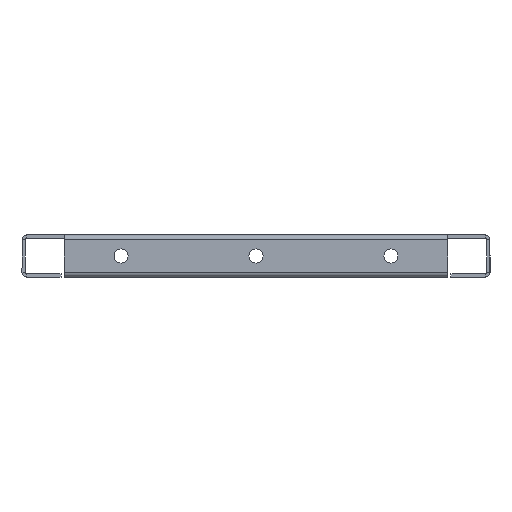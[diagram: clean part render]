
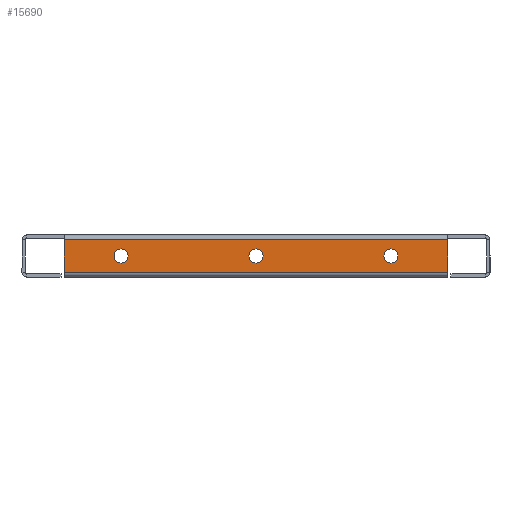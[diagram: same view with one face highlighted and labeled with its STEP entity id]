
A CAD part, left-side view. The second image highlights one B-rep face of the part: STEP entity #15690.
In plain terms, the highlighted planar face has unit normal (-1, 0, 0).
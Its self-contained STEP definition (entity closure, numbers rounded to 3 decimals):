
#515 = EDGE_LOOP ( 'NONE', ( #19727, #41647 ) ) ;
#1237 = EDGE_CURVE ( 'NONE', #23260, #10841, #39817, .T. ) ;
#1279 = EDGE_LOOP ( 'NONE', ( #36304, #7830, #23150, #10627 ) ) ;
#1876 = CARTESIAN_POINT ( 'NONE',  ( -250., 270., 0. ) ) ;
#3421 = CARTESIAN_POINT ( 'NONE',  ( -250., 60.5, -13.5 ) ) ;
#3579 = PLANE ( 'NONE',  #29050 ) ;
#4135 = EDGE_LOOP ( 'NONE', ( #27319, #8751 ) ) ;
#4447 = DIRECTION ( 'NONE',  ( -1., 0., 0. ) ) ;
#5392 = CARTESIAN_POINT ( 'NONE',  ( -250., 270., -24. ) ) ;
#5960 = CARTESIAN_POINT ( 'NONE',  ( -250., 233.5, -13.5 ) ) ;
#6728 = VECTOR ( 'NONE', #19547, 1000. ) ;
#6938 = CARTESIAN_POINT ( 'NONE',  ( -250., 60.5, -9. ) ) ;
#7808 = DIRECTION ( 'NONE',  ( 0., -1., 0. ) ) ;
#7830 = ORIENTED_EDGE ( 'NONE', *, *, #39805, .T. ) ;
#8751 = ORIENTED_EDGE ( 'NONE', *, *, #31641, .F. ) ;
#9103 = DIRECTION ( 'NONE',  ( 0., 0., 1. ) ) ;
#9120 = DIRECTION ( 'NONE',  ( 0., 0., 1. ) ) ;
#9629 = VECTOR ( 'NONE', #33270, 1000. ) ;
#10627 = ORIENTED_EDGE ( 'NONE', *, *, #11860, .T. ) ;
#10841 = VERTEX_POINT ( 'NONE', #38899 ) ;
#10849 = AXIS2_PLACEMENT_3D ( 'NONE', #34436, #4447, #41228 ) ;
#11143 = DIRECTION ( 'NONE',  ( 0., 0., 1. ) ) ;
#11348 = ORIENTED_EDGE ( 'NONE', *, *, #12149, .F. ) ;
#11538 = AXIS2_PLACEMENT_3D ( 'NONE', #30819, #13971, #11143 ) ;
#11860 = EDGE_CURVE ( 'NONE', #21719, #23011, #18510, .T. ) ;
#12149 = EDGE_CURVE ( 'NONE', #10841, #23260, #24115, .T. ) ;
#12455 = DIRECTION ( 'NONE',  ( -1., 0., 0. ) ) ;
#13971 = DIRECTION ( 'NONE',  ( -1., 0., 0. ) ) ;
#14153 = CARTESIAN_POINT ( 'NONE',  ( -250., 24., -3. ) ) ;
#14700 = CARTESIAN_POINT ( 'NONE',  ( -250., 270., -24. ) ) ;
#14902 = EDGE_CURVE ( 'NONE', #28657, #41268, #19216, .T. ) ;
#15690 = ADVANCED_FACE ( 'NONE', ( #24967, #21466, #34376, #33572 ), #3579, .F. ) ;
#16374 = DIRECTION ( 'NONE',  ( 0., 0., 1. ) ) ;
#16602 = CARTESIAN_POINT ( 'NONE',  ( -250., 147., -13.5 ) ) ;
#16694 = CARTESIAN_POINT ( 'NONE',  ( -250., 24., 0. ) ) ;
#16849 = VECTOR ( 'NONE', #7808, 1000. ) ;
#16933 = DIRECTION ( 'NONE',  ( 1., 0., 0. ) ) ;
#17350 = EDGE_CURVE ( 'NONE', #37813, #17468, #26729, .T. ) ;
#17448 = AXIS2_PLACEMENT_3D ( 'NONE', #5960, #21717, #22369 ) ;
#17468 = VERTEX_POINT ( 'NONE', #36462 ) ;
#18297 = CARTESIAN_POINT ( 'NONE',  ( -250., 60.5, -13.5 ) ) ;
#18510 = LINE ( 'NONE', #1876, #27575 ) ;
#19216 = CIRCLE ( 'NONE', #11538, 4.5 ) ;
#19547 = DIRECTION ( 'NONE',  ( 0., 0., 1. ) ) ;
#19727 = ORIENTED_EDGE ( 'NONE', *, *, #17350, .F. ) ;
#21384 = LINE ( 'NONE', #5392, #16849 ) ;
#21466 = FACE_BOUND ( 'NONE', #4135, .T. ) ;
#21717 = DIRECTION ( 'NONE',  ( -1., 0., 0. ) ) ;
#21719 = VERTEX_POINT ( 'NONE', #23028 ) ;
#22369 = DIRECTION ( 'NONE',  ( 0., 0., -1. ) ) ;
#22450 = VERTEX_POINT ( 'NONE', #36442 ) ;
#23011 = VERTEX_POINT ( 'NONE', #14700 ) ;
#23028 = CARTESIAN_POINT ( 'NONE',  ( -250., 270., -3. ) ) ;
#23150 = ORIENTED_EDGE ( 'NONE', *, *, #41847, .F. ) ;
#23177 = CARTESIAN_POINT ( 'NONE',  ( -250., 24., -3. ) ) ;
#23178 = CARTESIAN_POINT ( 'NONE',  ( -250., 233.5, -18. ) ) ;
#23260 = VERTEX_POINT ( 'NONE', #23178 ) ;
#24115 = CIRCLE ( 'NONE', #10849, 4.5 ) ;
#24186 = CARTESIAN_POINT ( 'NONE',  ( -250., 147., -9. ) ) ;
#24967 = FACE_BOUND ( 'NONE', #515, .T. ) ;
#26403 = DIRECTION ( 'NONE',  ( -1., 0., 0. ) ) ;
#26681 = AXIS2_PLACEMENT_3D ( 'NONE', #16602, #12455, #16374 ) ;
#26729 = CIRCLE ( 'NONE', #37208, 4.5 ) ;
#27319 = ORIENTED_EDGE ( 'NONE', *, *, #14902, .F. ) ;
#27575 = VECTOR ( 'NONE', #38859, 1000. ) ;
#28245 = CARTESIAN_POINT ( 'NONE',  ( -250., 0., 0. ) ) ;
#28371 = DIRECTION ( 'NONE',  ( -1., 0., 0. ) ) ;
#28657 = VERTEX_POINT ( 'NONE', #24186 ) ;
#29050 = AXIS2_PLACEMENT_3D ( 'NONE', #28245, #16933, #41605 ) ;
#30594 = VERTEX_POINT ( 'NONE', #14153 ) ;
#30762 = EDGE_CURVE ( 'NONE', #23011, #22450, #21384, .T. ) ;
#30819 = CARTESIAN_POINT ( 'NONE',  ( -250., 147., -13.5 ) ) ;
#30902 = ORIENTED_EDGE ( 'NONE', *, *, #1237, .F. ) ;
#31231 = AXIS2_PLACEMENT_3D ( 'NONE', #18297, #28371, #9103 ) ;
#31641 = EDGE_CURVE ( 'NONE', #41268, #28657, #32285, .T. ) ;
#32285 = CIRCLE ( 'NONE', #26681, 4.5 ) ;
#33270 = DIRECTION ( 'NONE',  ( 0., -1., 0. ) ) ;
#33572 = FACE_OUTER_BOUND ( 'NONE', #1279, .T. ) ;
#34376 = FACE_BOUND ( 'NONE', #40284, .T. ) ;
#34436 = CARTESIAN_POINT ( 'NONE',  ( -250., 233.5, -13.5 ) ) ;
#34731 = CIRCLE ( 'NONE', #31231, 4.5 ) ;
#36304 = ORIENTED_EDGE ( 'NONE', *, *, #30762, .T. ) ;
#36442 = CARTESIAN_POINT ( 'NONE',  ( -250., 24., -24. ) ) ;
#36462 = CARTESIAN_POINT ( 'NONE',  ( -250., 60.5, -18. ) ) ;
#37208 = AXIS2_PLACEMENT_3D ( 'NONE', #3421, #26403, #9120 ) ;
#37813 = VERTEX_POINT ( 'NONE', #6938 ) ;
#38859 = DIRECTION ( 'NONE',  ( 0., 0., -1. ) ) ;
#38899 = CARTESIAN_POINT ( 'NONE',  ( -250., 233.5, -9. ) ) ;
#39805 = EDGE_CURVE ( 'NONE', #22450, #30594, #42738, .T. ) ;
#39817 = CIRCLE ( 'NONE', #17448, 4.5 ) ;
#39828 = LINE ( 'NONE', #23177, #9629 ) ;
#40284 = EDGE_LOOP ( 'NONE', ( #11348, #30902 ) ) ;
#40774 = EDGE_CURVE ( 'NONE', #17468, #37813, #34731, .T. ) ;
#41228 = DIRECTION ( 'NONE',  ( 0., 0., -1. ) ) ;
#41268 = VERTEX_POINT ( 'NONE', #42313 ) ;
#41605 = DIRECTION ( 'NONE',  ( 0., 0., -1. ) ) ;
#41647 = ORIENTED_EDGE ( 'NONE', *, *, #40774, .F. ) ;
#41847 = EDGE_CURVE ( 'NONE', #21719, #30594, #39828, .T. ) ;
#42313 = CARTESIAN_POINT ( 'NONE',  ( -250., 147., -18. ) ) ;
#42738 = LINE ( 'NONE', #16694, #6728 ) ;
